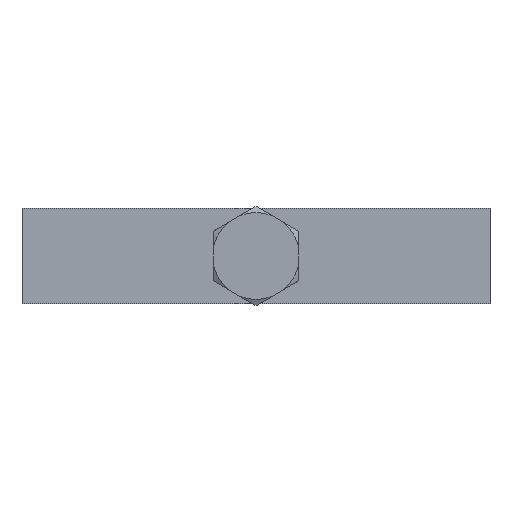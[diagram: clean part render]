
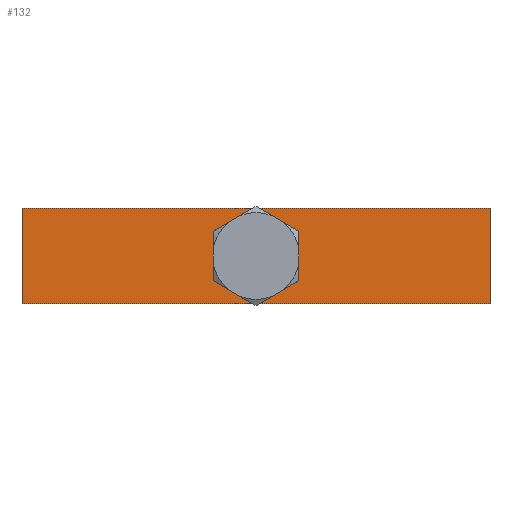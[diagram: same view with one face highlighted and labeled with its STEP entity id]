
A CAD part, front view. The second image highlights one B-rep face of the part: STEP entity #132.
In plain terms, the highlighted planar face has unit normal (0, -1, 0).
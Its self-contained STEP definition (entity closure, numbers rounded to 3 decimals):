
#76=FACE_BOUND('',#263,.F.);
#132=ADVANCED_FACE('',(#76,#195),#620,.T.);
#195=FACE_OUTER_BOUND('',#264,.F.);
#263=EDGE_LOOP('',(#546,#547));
#264=EDGE_LOOP('',(#548,#549,#550,#551));
#546=ORIENTED_EDGE('',*,*,#960,.T.);
#547=ORIENTED_EDGE('',*,*,#959,.T.);
#548=ORIENTED_EDGE('',*,*,#972,.F.);
#549=ORIENTED_EDGE('',*,*,#988,.F.);
#550=ORIENTED_EDGE('',*,*,#980,.T.);
#551=ORIENTED_EDGE('',*,*,#987,.T.);
#620=PLANE('',#1310);
#698=LINE('',#2111,#776);
#706=LINE('',#2119,#784);
#713=LINE('',#2126,#791);
#714=LINE('',#2127,#792);
#776=VECTOR('',#1576,98.);
#784=VECTOR('',#1584,98.);
#791=VECTOR('',#1591,20.);
#792=VECTOR('',#1592,20.);
#959=EDGE_CURVE('',#1146,#1145,#1035,.T.);
#960=EDGE_CURVE('',#1145,#1146,#1036,.T.);
#972=EDGE_CURVE('',#1132,#1133,#698,.T.);
#980=EDGE_CURVE('',#1124,#1125,#706,.T.);
#987=EDGE_CURVE('',#1125,#1133,#713,.T.);
#988=EDGE_CURVE('',#1124,#1132,#714,.T.);
#1035=CIRCLE('',#1295,6.);
#1036=CIRCLE('',#1296,6.);
#1124=VERTEX_POINT('',#2071);
#1125=VERTEX_POINT('',#2072);
#1132=VERTEX_POINT('',#2079);
#1133=VERTEX_POINT('',#2080);
#1145=VERTEX_POINT('',#2092);
#1146=VERTEX_POINT('',#2093);
#1295=AXIS2_PLACEMENT_3D('',#2098,#1553,#1554);
#1296=AXIS2_PLACEMENT_3D('',#2099,#1555,#1556);
#1310=AXIS2_PLACEMENT_3D('',#2143,#1613,#1614);
#1553=DIRECTION('',(0.,-1.,0.));
#1554=DIRECTION('',(0.,0.,-1.));
#1555=DIRECTION('',(0.,-1.,0.));
#1556=DIRECTION('',(0.,0.,1.));
#1576=DIRECTION('',(1.,0.,0.));
#1584=DIRECTION('',(1.,0.,0.));
#1591=DIRECTION('',(0.,0.,-1.));
#1592=DIRECTION('',(0.,0.,-1.));
#1613=DIRECTION('',(0.,-1.,0.));
#1614=DIRECTION('',(1.,0.,0.));
#2071=CARTESIAN_POINT('',(111.553,-286.447,-20.));
#2072=CARTESIAN_POINT('',(209.553,-286.447,-20.));
#2079=CARTESIAN_POINT('',(111.553,-286.447,-40.));
#2080=CARTESIAN_POINT('',(209.553,-286.447,-40.));
#2092=CARTESIAN_POINT('',(160.553,-286.447,-24.));
#2093=CARTESIAN_POINT('',(160.553,-286.447,-36.));
#2098=CARTESIAN_POINT('',(160.553,-286.447,-30.));
#2099=CARTESIAN_POINT('',(160.553,-286.447,-30.));
#2111=CARTESIAN_POINT('',(111.553,-286.447,-40.));
#2119=CARTESIAN_POINT('',(111.553,-286.447,-20.));
#2126=CARTESIAN_POINT('',(209.553,-286.447,-20.));
#2127=CARTESIAN_POINT('',(111.553,-286.447,-20.));
#2143=CARTESIAN_POINT('',(110.573,-286.447,-40.98));
